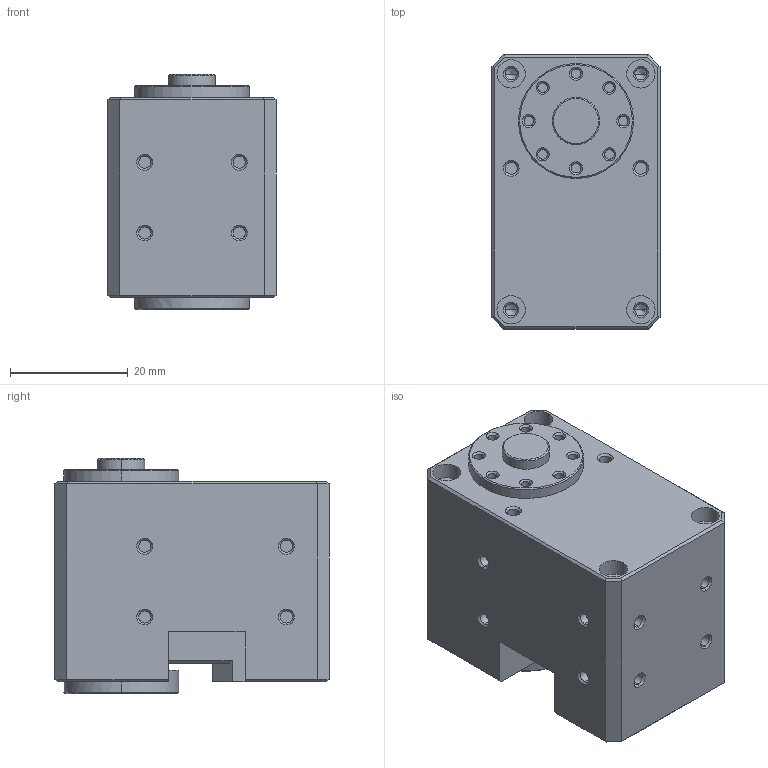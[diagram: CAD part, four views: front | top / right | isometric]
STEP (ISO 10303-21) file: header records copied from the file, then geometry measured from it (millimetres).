
FILE_DESCRIPTION (( 'STEP AP203' ), '1' );
FILE_NAME ('v4_Hyb_X-430_IDLE_uncut_Default_sldprt.STEP', '2020-01-29T04:40:31', ( '' ), ( '' ), 'SwSTEP 2.0', 'SolidWorks 2019', '' );
FILE_SCHEMA (( 'CONFIG_CONTROL_DESIGN' ));
Length unit declared in the file: millimetre
Products named in the file (1): v4_Hyb_X-430_IDLE_uncut_Default_sldprt
Bounding box: 28.5 x 46.5 x 39.9 mm (x, y, z)
Volume: 43284 mm3; surface area: 9679.8 mm2
Topology: 1 solids, 1 shells, 340 faces, 738 edges, 444 vertices
Faces by surface type: cylinder 122, plane 114, cone 104
Entity records: 9207 total; most frequent: DIRECTION 1744, CARTESIAN_POINT 1507, ORIENTED_EDGE 1444, EDGE_CURVE 722, AXIS2_PLACEMENT_3D 681, VERTEX_POINT 444, EDGE_LOOP 400, VECTOR 382
